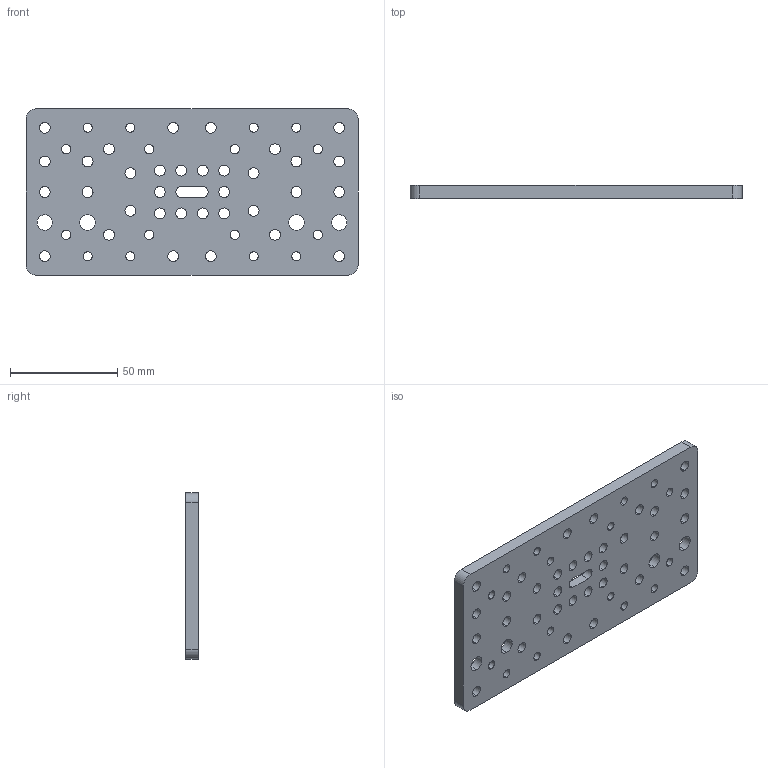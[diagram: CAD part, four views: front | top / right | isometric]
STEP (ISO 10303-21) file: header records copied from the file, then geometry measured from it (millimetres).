
FILE_DESCRIPTION (( 'STEP AP203' ), '1' );
FILE_NAME ('Double CB-Gantry Plate.STEP', '2016-06-13T00:37:19', ( '' ), ( '' ), 'SwSTEP 2.0', 'SolidWorks 2014', '' );
FILE_SCHEMA (( 'CONFIG_CONTROL_DESIGN' ));
Length unit declared in the file: millimetre
Products named in the file (1): Double CB-Gantry Plate
Bounding box: 155.02 x 6 x 77.52 mm (x, y, z)
Volume: 63047.6 mm3; surface area: 29799.6 mm2
Topology: 1 solids, 1 shells, 155 faces, 432 edges, 288 vertices
Faces by surface type: cylinder 134, plane 21
Entity records: 5431 total; most frequent: DIRECTION 1012, CARTESIAN_POINT 876, ORIENTED_EDGE 864, EDGE_CURVE 432, AXIS2_PLACEMENT_3D 424, VERTEX_POINT 288, EDGE_LOOP 274, CIRCLE 268
